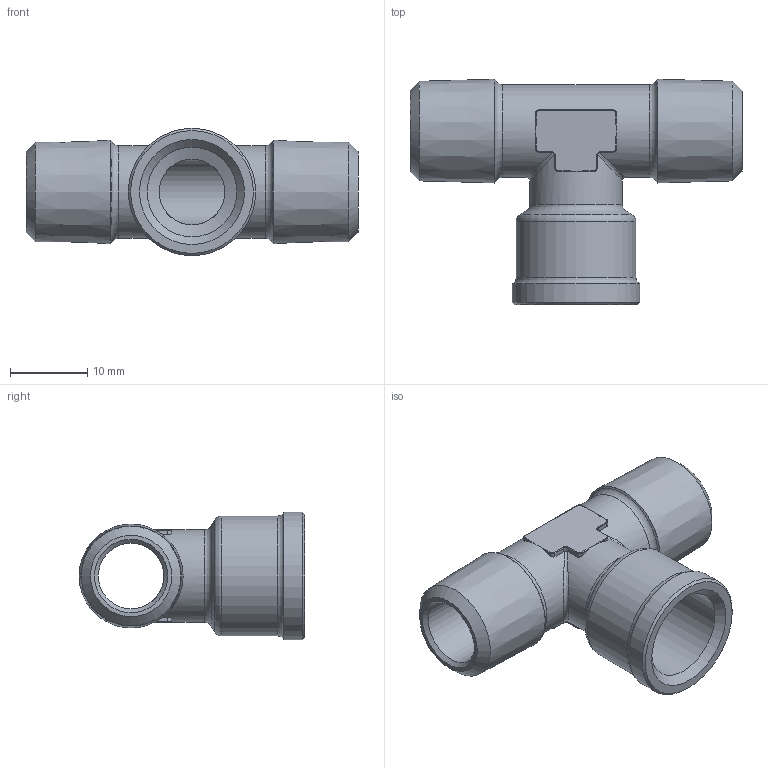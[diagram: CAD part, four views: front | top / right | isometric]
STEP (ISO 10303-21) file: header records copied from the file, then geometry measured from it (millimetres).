
FILE_DESCRIPTION(( 'RAL.45.14.14.stp' ), '1');
FILE_NAME( 'RAL.45.14.14.stp', '2021-02-22T10:32:20',( 'Sopra'),('sopra-pneumatic.com'), 'SwSTEP 2.0','SolidWorks 2009','' );
FILE_SCHEMA( ( 'CONFIG_CONTROL_DESIGN' ) );
Length unit declared in the file: millimetre
Products named in the file (1): <00C-0038-LF>-<Raccordo1>
Bounding box: 43 x 29.23 x 16.5 mm (x, y, z)
Volume: 4194.4 mm3; surface area: 4394.9 mm2
Topology: 1 solids, 1 shells, 121 faces, 299 edges, 169 vertices
Faces by surface type: cylinder 45, plane 29, torus 21, bspline 14, cone 12
Full cylindrical faces by diameter (mm): 8.5 x2, 11.6 x1, 12 x2, 15.5 x1, 16.5 x1
Entity records: 3861 total; most frequent: CARTESIAN_POINT 1215, DIRECTION 558, ORIENTED_EDGE 512, EDGE_CURVE 256, AXIS2_PLACEMENT_3D 236, VERTEX_POINT 164, EDGE_LOOP 152, FACE_OUTER_BOUND 133
